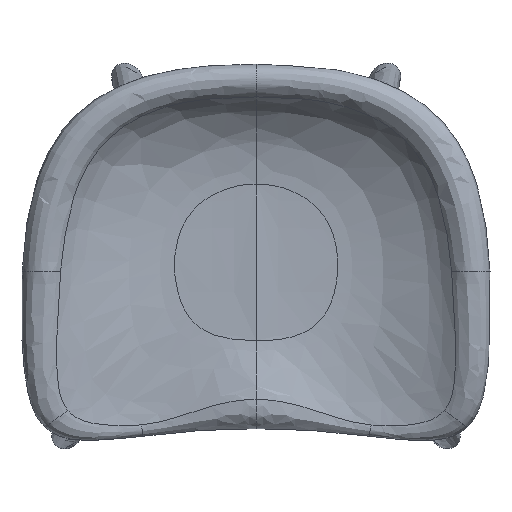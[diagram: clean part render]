
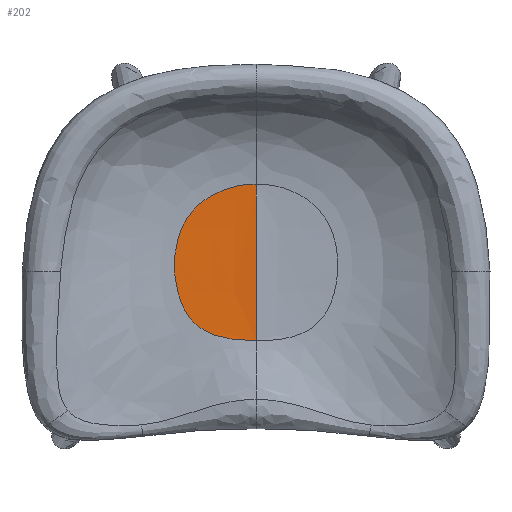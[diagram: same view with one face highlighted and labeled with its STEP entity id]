
A CAD part, top view. The second image highlights one B-rep face of the part: STEP entity #202.
In plain terms, the highlighted free-form (B-spline) face has degree [3, 3] with [7, 12] control points.
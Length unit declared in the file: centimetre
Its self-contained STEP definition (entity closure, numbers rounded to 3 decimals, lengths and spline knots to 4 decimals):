
#202=ADVANCED_FACE('',(#266),#889,.T.);
#266=FACE_OUTER_BOUND('',#336,.T.);
#336=EDGE_LOOP('',(#546,#547));
#546=ORIENTED_EDGE('',*,*,#656,.F.);
#547=ORIENTED_EDGE('',*,*,#669,.F.);
#656=EDGE_CURVE('',#864,#865,#776,.T.);
#669=EDGE_CURVE('',#865,#864,#789,.T.);
#776=B_SPLINE_CURVE_WITH_KNOTS('',3,(#7469,#7470,#7471,#7472,#7473,#7474,
#7475,#7476,#7477,#7478,#7479,#7480,#7481,#7482,#7483,#7484,#7485,#7486,
#7487,#7488,#7489,#7490,#7491,#7492,#7493,#7494,#7495,#7496),
 .UNSPECIFIED.,.F.,.F.,(4,1,1,1,1,1,1,1,1,1,1,1,1,1,1,1,1,1,1,1,1,1,1,1,
1,4),(0.,0.04,0.08,0.12,0.16,0.2,0.24,0.28,0.32,0.36,0.4,0.44,0.48,0.52,
0.56,0.6,0.64,0.68,0.72,0.76,0.8,0.84,0.88,0.92,0.96,1.),.UNSPECIFIED.);
#789=B_SPLINE_CURVE_WITH_KNOTS('',3,(#7677,#7678,#7679,#7680,#7681,#7682,
#7683,#7684,#7685,#7686,#7687,#7688),.UNSPECIFIED.,.F.,.F.,(4,1,1,1,1,1,
1,1,1,4),(0.,0.0441,0.1252,0.2064,0.2875,
0.4497,0.612,0.7742,0.9365,1.),
 .UNSPECIFIED.);
#864=VERTEX_POINT('',#7025);
#865=VERTEX_POINT('',#7026);
#889=B_SPLINE_SURFACE_WITH_KNOTS('',3,3,((#6562,#6563,#6564,#6565,#6566,
#6567,#6568,#6569,#6570,#6571,#6572,#6573),(#6574,#6575,#6576,#6577,#6578,
#6579,#6580,#6581,#6582,#6583,#6584,#6585),(#6586,#6587,#6588,#6589,#6590,
#6591,#6592,#6593,#6594,#6595,#6596,#6597),(#6598,#6599,#6600,#6601,#6602,
#6603,#6604,#6605,#6606,#6607,#6608,#6609),(#6610,#6611,#6612,#6613,#6614,
#6615,#6616,#6617,#6618,#6619,#6620,#6621),(#6622,#6623,#6624,#6625,#6626,
#6627,#6628,#6629,#6630,#6631,#6632,#6633),(#6634,#6635,#6636,#6637,#6638,
#6639,#6640,#6641,#6642,#6643,#6644,#6645)),.UNSPECIFIED.,.F.,.F.,.F.,(4,
1,1,1,4),(4,1,1,1,1,1,1,1,1,4),(0.0763,0.25,0.5,0.75,1.0127),
(0.0549,0.1,0.2,0.3,0.4,0.5,0.55,0.6,0.65,0.6836),
 .UNSPECIFIED.);
#6562=CARTESIAN_POINT('',(11.3104,8.9998,62.5788));
#6563=CARTESIAN_POINT('',(11.3062,9.1371,62.5783));
#6564=CARTESIAN_POINT('',(11.2943,9.6301,62.5783));
#6565=CARTESIAN_POINT('',(11.2815,10.8463,62.5818));
#6566=CARTESIAN_POINT('',(11.2699,13.2071,62.587));
#6567=CARTESIAN_POINT('',(11.2638,16.1611,62.6108));
#6568=CARTESIAN_POINT('',(11.2663,18.6403,62.6582));
#6569=CARTESIAN_POINT('',(11.272,20.3675,62.7068));
#6570=CARTESIAN_POINT('',(11.2781,21.4965,62.7474));
#6571=CARTESIAN_POINT('',(11.2851,22.3419,62.7878));
#6572=CARTESIAN_POINT('',(11.2909,22.7985,62.8173));
#6573=CARTESIAN_POINT('',(11.2935,22.9737,62.8305));
#6574=CARTESIAN_POINT('',(11.8078,8.9723,62.5655));
#6575=CARTESIAN_POINT('',(11.8041,9.1103,62.5643));
#6576=CARTESIAN_POINT('',(11.7935,9.6055,62.5622));
#6577=CARTESIAN_POINT('',(11.782,10.8271,62.5624));
#6578=CARTESIAN_POINT('',(11.7716,13.1985,62.5636));
#6579=CARTESIAN_POINT('',(11.766,16.1658,62.5841));
#6580=CARTESIAN_POINT('',(11.768,18.6561,62.6294));
#6581=CARTESIAN_POINT('',(11.773,20.391,62.6769));
#6582=CARTESIAN_POINT('',(11.7783,21.525,62.7168));
#6583=CARTESIAN_POINT('',(11.7846,22.3742,62.7569));
#6584=CARTESIAN_POINT('',(11.7897,22.8329,62.7864));
#6585=CARTESIAN_POINT('',(11.792,23.0089,62.7995));
#6586=CARTESIAN_POINT('',(13.021,8.9052,62.5526));
#6587=CARTESIAN_POINT('',(13.0182,9.0446,62.5485));
#6588=CARTESIAN_POINT('',(13.0105,9.5452,62.5387));
#6589=CARTESIAN_POINT('',(13.002,10.7802,62.529));
#6590=CARTESIAN_POINT('',(12.9941,13.1773,62.5203));
#6591=CARTESIAN_POINT('',(12.9897,16.1769,62.5329));
#6592=CARTESIAN_POINT('',(12.9908,18.6943,62.573));
#6593=CARTESIAN_POINT('',(12.9943,20.4481,62.6176));
#6594=CARTESIAN_POINT('',(12.998,21.5945,62.656));
#6595=CARTESIAN_POINT('',(13.0025,22.4529,62.6953));
#6596=CARTESIAN_POINT('',(13.0061,22.9166,62.7247));
#6597=CARTESIAN_POINT('',(13.0078,23.0945,62.7378));
#6598=CARTESIAN_POINT('',(14.93,8.7988,62.5867));
#6599=CARTESIAN_POINT('',(14.9284,8.9407,62.576));
#6600=CARTESIAN_POINT('',(14.9241,9.4498,62.547));
#6601=CARTESIAN_POINT('',(14.9192,10.7057,62.5174));
#6602=CARTESIAN_POINT('',(14.9146,13.1436,62.4933));
#6603=CARTESIAN_POINT('',(14.9118,16.1942,62.4932));
#6604=CARTESIAN_POINT('',(14.9122,18.7544,62.5252));
#6605=CARTESIAN_POINT('',(14.914,20.538,62.5651));
#6606=CARTESIAN_POINT('',(14.916,21.7038,62.6011));
#6607=CARTESIAN_POINT('',(14.9184,22.5769,62.6392));
#6608=CARTESIAN_POINT('',(14.9204,23.0484,62.6682));
#6609=CARTESIAN_POINT('',(14.9213,23.2293,62.6813));
#6610=CARTESIAN_POINT('',(17.0411,8.6913,62.6514));
#6611=CARTESIAN_POINT('',(17.0405,8.8356,62.634));
#6612=CARTESIAN_POINT('',(17.0389,9.3533,62.5853));
#6613=CARTESIAN_POINT('',(17.037,10.6303,62.5357));
#6614=CARTESIAN_POINT('',(17.0351,13.1093,62.496));
#6615=CARTESIAN_POINT('',(17.034,16.2112,62.4832));
#6616=CARTESIAN_POINT('',(17.0341,18.8145,62.507));
#6617=CARTESIAN_POINT('',(17.0348,20.6281,62.5422));
#6618=CARTESIAN_POINT('',(17.0355,21.8136,62.5756));
#6619=CARTESIAN_POINT('',(17.0364,22.7013,62.6124));
#6620=CARTESIAN_POINT('',(17.0372,23.1808,62.6411));
#6621=CARTESIAN_POINT('',(17.0375,23.3647,62.6541));
#6622=CARTESIAN_POINT('',(18.4201,8.6523,62.6774));
#6623=CARTESIAN_POINT('',(18.4199,8.7974,62.6581));
#6624=CARTESIAN_POINT('',(18.4195,9.3182,62.6044));
#6625=CARTESIAN_POINT('',(18.4189,10.6029,62.5488));
#6626=CARTESIAN_POINT('',(18.4185,13.0967,62.5035));
#6627=CARTESIAN_POINT('',(18.4182,16.2172,62.4862));
#6628=CARTESIAN_POINT('',(18.4183,18.836,62.507));
#6629=CARTESIAN_POINT('',(18.4185,20.6606,62.5405));
#6630=CARTESIAN_POINT('',(18.4187,21.8531,62.573));
#6631=CARTESIAN_POINT('',(18.4189,22.7462,62.6093));
#6632=CARTESIAN_POINT('',(18.4192,23.2285,62.6378));
#6633=CARTESIAN_POINT('',(18.4193,23.4136,62.6509));
#6634=CARTESIAN_POINT('',(19.1175,8.6544,62.676));
#6635=CARTESIAN_POINT('',(19.1176,8.7995,62.6568));
#6636=CARTESIAN_POINT('',(19.1176,9.3201,62.6033));
#6637=CARTESIAN_POINT('',(19.1177,10.6044,62.5481));
#6638=CARTESIAN_POINT('',(19.1178,13.0974,62.5031));
#6639=CARTESIAN_POINT('',(19.1179,16.2169,62.4861));
#6640=CARTESIAN_POINT('',(19.1178,18.8349,62.507));
#6641=CARTESIAN_POINT('',(19.1178,20.6588,62.5406));
#6642=CARTESIAN_POINT('',(19.1178,21.851,62.5731));
#6643=CARTESIAN_POINT('',(19.1177,22.7437,62.6095));
#6644=CARTESIAN_POINT('',(19.1177,23.2259,62.638));
#6645=CARTESIAN_POINT('',(19.1177,23.4109,62.6511));
#7025=CARTESIAN_POINT('',(19.0164,8.7127,62.6686));
#7026=CARTESIAN_POINT('',(19.0164,23.3036,62.6437));
#7469=CARTESIAN_POINT('',(19.0164,8.7127,62.6686));
#7470=CARTESIAN_POINT('',(18.566,8.7137,62.6685));
#7471=CARTESIAN_POINT('',(17.7438,8.7433,62.6558));
#7472=CARTESIAN_POINT('',(16.7722,8.8473,62.6259));
#7473=CARTESIAN_POINT('',(15.8642,9.0261,62.5919));
#7474=CARTESIAN_POINT('',(14.965,9.2886,62.5617));
#7475=CARTESIAN_POINT('',(14.2612,9.6263,62.5448));
#7476=CARTESIAN_POINT('',(13.7343,9.9783,62.5374));
#7477=CARTESIAN_POINT('',(13.2671,10.3498,62.5362));
#7478=CARTESIAN_POINT('',(12.9079,10.7828,62.5378));
#7479=CARTESIAN_POINT('',(12.495,11.3309,62.5438));
#7480=CARTESIAN_POINT('',(12.1525,12.0316,62.5524));
#7481=CARTESIAN_POINT('',(11.8356,12.7513,62.5638));
#7482=CARTESIAN_POINT('',(11.595,13.8873,62.578));
#7483=CARTESIAN_POINT('',(11.4208,14.8622,62.5931));
#7484=CARTESIAN_POINT('',(11.4191,16.0666,62.6063));
#7485=CARTESIAN_POINT('',(11.4965,17.109,62.6179));
#7486=CARTESIAN_POINT('',(11.7,18.0533,62.6249));
#7487=CARTESIAN_POINT('',(11.9049,18.7806,62.63));
#7488=CARTESIAN_POINT('',(12.2867,19.6299,62.6322));
#7489=CARTESIAN_POINT('',(12.7606,20.3786,62.6321));
#7490=CARTESIAN_POINT('',(13.3423,21.1103,62.6326));
#7491=CARTESIAN_POINT('',(14.0746,21.7561,62.6313));
#7492=CARTESIAN_POINT('',(15.1643,22.411,62.631));
#7493=CARTESIAN_POINT('',(16.3579,22.889,62.6349));
#7494=CARTESIAN_POINT('',(17.6286,23.2221,62.6416));
#7495=CARTESIAN_POINT('',(18.5587,23.3025,62.6437));
#7496=CARTESIAN_POINT('',(19.0164,23.3036,62.6437));
#7677=CARTESIAN_POINT('',(19.0164,23.3036,62.6437));
#7678=CARTESIAN_POINT('',(19.0164,23.1512,62.6337));
#7679=CARTESIAN_POINT('',(19.0164,22.7008,62.6077));
#7680=CARTESIAN_POINT('',(19.0164,21.8511,62.5731));
#7681=CARTESIAN_POINT('',(19.0164,20.6589,62.5406));
#7682=CARTESIAN_POINT('',(19.0164,18.835,62.507));
#7683=CARTESIAN_POINT('',(19.0164,16.2169,62.4861));
#7684=CARTESIAN_POINT('',(19.0164,13.0973,62.5032));
#7685=CARTESIAN_POINT('',(19.0164,10.6043,62.5482));
#7686=CARTESIAN_POINT('',(19.0164,9.3511,62.6021));
#7687=CARTESIAN_POINT('',(19.0164,8.8425,62.6525));
#7688=CARTESIAN_POINT('',(19.0164,8.7127,62.6686));
